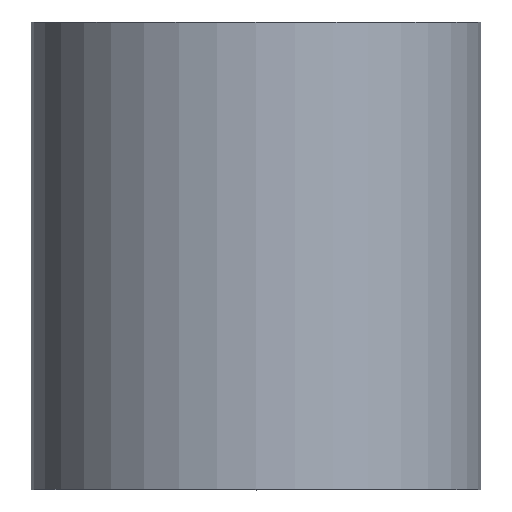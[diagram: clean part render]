
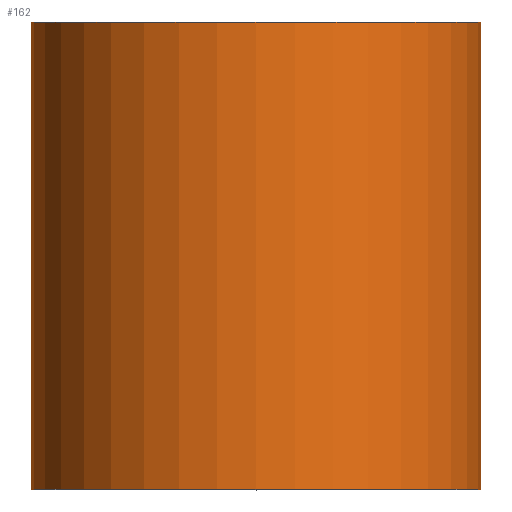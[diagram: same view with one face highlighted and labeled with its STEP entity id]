
A CAD part, top view. The second image highlights one B-rep face of the part: STEP entity #162.
In plain terms, the highlighted cylindrical face has radius 13 mm (diameter 26 mm), a partial arc.
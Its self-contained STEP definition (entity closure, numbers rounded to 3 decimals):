
#6=CARTESIAN_POINT('',(0.,0.,0.));
#7=DIRECTION('',(0.,1.,0.));
#8=DIRECTION('',(-1.,0.,0.));
#9=AXIS2_PLACEMENT_3D('',#6,#7,#8);
#21=DIRECTION('',(0.,1.,0.));
#22=VECTOR('',#21,27.);
#23=CARTESIAN_POINT('',(13.,0.,0.));
#24=LINE('',#23,#22);
#25=DIRECTION('',(0.,1.,0.));
#26=VECTOR('',#25,27.);
#27=CARTESIAN_POINT('',(-13.,0.,0.));
#28=LINE('',#27,#26);
#34=CARTESIAN_POINT('',(0.,27.,0.));
#35=DIRECTION('',(0.,1.,0.));
#36=DIRECTION('',(-1.,0.,0.));
#37=AXIS2_PLACEMENT_3D('',#34,#35,#36);
#93=CARTESIAN_POINT('',(13.,0.,0.));
#94=CARTESIAN_POINT('',(-13.,0.,0.));
#95=VERTEX_POINT('',#93);
#96=VERTEX_POINT('',#94);
#97=CARTESIAN_POINT('',(13.,27.,0.));
#98=CARTESIAN_POINT('',(-13.,27.,0.));
#99=VERTEX_POINT('',#97);
#100=VERTEX_POINT('',#98);
#150=CARTESIAN_POINT('',(0.,0.,0.));
#151=DIRECTION('',(0.,1.,0.));
#152=DIRECTION('',(1.,0.,0.));
#153=AXIS2_PLACEMENT_3D('',#150,#151,#152);
#154=CYLINDRICAL_SURFACE('',#153,13.);
#155=ORIENTED_EDGE('',*,*,#124,.F.);
#156=ORIENTED_EDGE('',*,*,#145,.T.);
#158=ORIENTED_EDGE('',*,*,#157,.T.);
#159=ORIENTED_EDGE('',*,*,#141,.F.);
#160=EDGE_LOOP('',(#155,#156,#158,#159));
#161=FACE_OUTER_BOUND('',#160,.F.);
#162=ADVANCED_FACE('',(#161),#154,.T.);
#10=CIRCLE('',#9,13.);
#38=CIRCLE('',#37,13.);
#124=EDGE_CURVE('',#96,#95,#10,.T.);
#141=EDGE_CURVE('',#95,#99,#24,.T.);
#145=EDGE_CURVE('',#96,#100,#28,.T.);
#157=EDGE_CURVE('',#100,#99,#38,.T.);
